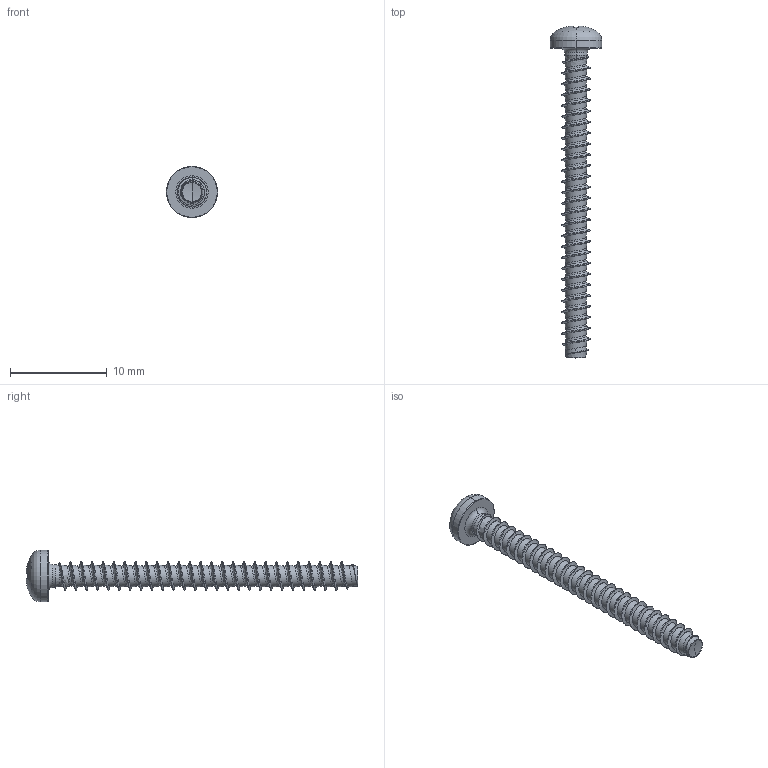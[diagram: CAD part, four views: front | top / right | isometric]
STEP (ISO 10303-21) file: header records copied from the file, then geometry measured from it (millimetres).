
FILE_DESCRIPTION (( 'STEP AP203' ), '1' );
FILE_NAME ('STP220300320.STEP', '2020-09-03T15:30:14', ( '' ), ( '' ), 'SwSTEP 2.0', 'SolidWorks 2015', '' );
FILE_SCHEMA (( 'CONFIG_CONTROL_DESIGN' ));
Products named in the file (2): STP220300320
Bounding box: 5.3 x 34.27 x 5.3 mm (x, y, z)
Volume: 168.8 mm3; surface area: 428 mm2
Topology: 1 solids, 1 shells, 222 faces, 553 edges, 333 vertices
Faces by surface type: cylinder 81, bspline 55, plane 30, torus 28, sphere 20, cone 8
Entity records: 37335 total; most frequent: CARTESIAN_POINT 32582, ORIENTED_EDGE 1102, DIRECTION 821, EDGE_CURVE 551, AXIS2_PLACEMENT_3D 348, VERTEX_POINT 333, EDGE_LOOP 224, ADVANCED_FACE 222
